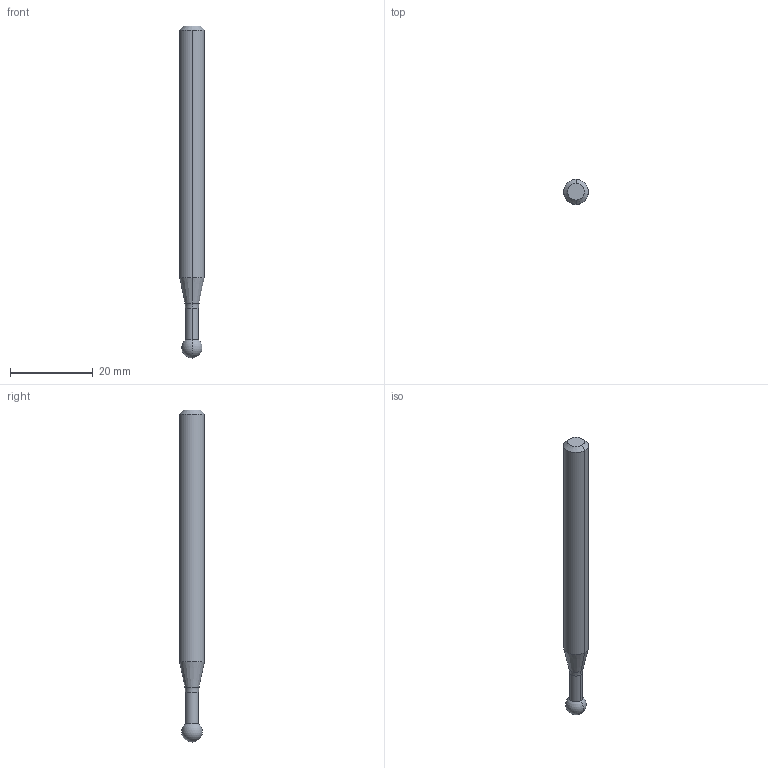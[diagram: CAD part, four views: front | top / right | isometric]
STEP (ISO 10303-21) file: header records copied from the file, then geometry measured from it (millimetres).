
FILE_DESCRIPTION(/* description */ (''),/* implementation_level */ '2;1');
FILE_NAME(/* name */ 'VQ4WBR0250N12E280.stp',/* time_stamp */ '2023-04-07T11:42:10+09:00',/* author */ (''),/* organization */ (''),/* preprocessor_version */ 'ST-DEVELOPER v16',/* originating_system */ 'SIEMENS PLM Software NX 10.0',/* authorisation */ '');
FILE_SCHEMA (('AUTOMOTIVE_DESIGN { 1 0 10303 214 3 1 1 1 }'));
Length unit declared in the file: inch
Products named in the file (1): VQ4WBR0250N12E280_ASM
Bounding box: 6 x 6 x 80 mm (x, y, z)
Volume: 1946 mm3; surface area: 1424.1 mm2
Topology: 2 solids, 2 shells, 17 faces, 37 edges, 49 vertices
Faces by surface type: cone 6, cylinder 4, plane 3, sphere 2, torus 2
Entity records: 776 total; most frequent: DIRECTION 132, CARTESIAN_POINT 115, ORIENTED_EDGE 64, AXIS2_PLACEMENT_3D 60, STYLED_ITEM 48, PRESENTATION_STYLE_ASSIGNMENT 48, EDGE_CURVE 32, POINT_STYLE 24
